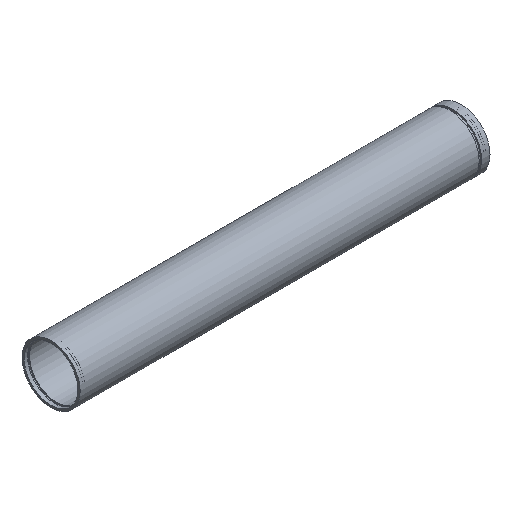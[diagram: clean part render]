
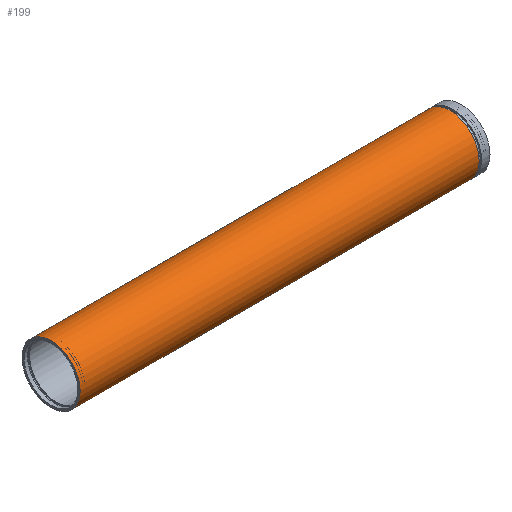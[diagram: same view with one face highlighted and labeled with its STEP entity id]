
A CAD part, isometric view. The second image highlights one B-rep face of the part: STEP entity #199.
In plain terms, the highlighted cylindrical face has radius 32.5 mm (diameter 65 mm), a full revolution.
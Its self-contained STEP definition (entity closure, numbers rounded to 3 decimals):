
#31=FACE_OUTER_BOUND('',#47,.T.);
#47=EDGE_LOOP('',(#143,#144,#145,#146));
#71=LINE('',#340,#79);
#79=VECTOR('',#267,32.5);
#87=CIRCLE('',#230,32.5);
#88=CIRCLE('',#231,32.5);
#103=VERTEX_POINT('',#337);
#104=VERTEX_POINT('',#339);
#119=EDGE_CURVE('',#103,#103,#87,.T.);
#120=EDGE_CURVE('',#103,#104,#71,.T.);
#121=EDGE_CURVE('',#104,#104,#88,.T.);
#143=ORIENTED_EDGE('',*,*,#119,.F.);
#144=ORIENTED_EDGE('',*,*,#120,.T.);
#145=ORIENTED_EDGE('',*,*,#121,.T.);
#146=ORIENTED_EDGE('',*,*,#120,.F.);
#191=CYLINDRICAL_SURFACE('',#229,32.5);
#199=ADVANCED_FACE('',(#31),#191,.T.);
#229=AXIS2_PLACEMENT_3D('',#336,#263,#264);
#230=AXIS2_PLACEMENT_3D('',#338,#265,#266);
#231=AXIS2_PLACEMENT_3D('',#341,#268,#269);
#263=DIRECTION('center_axis',(1.,0.,0.));
#264=DIRECTION('ref_axis',(0.,-1.,0.));
#265=DIRECTION('center_axis',(1.,0.,0.));
#266=DIRECTION('ref_axis',(0.,0.,-1.));
#267=DIRECTION('',(-1.,0.,0.));
#268=DIRECTION('center_axis',(1.,0.,0.));
#269=DIRECTION('ref_axis',(0.,0.,-1.));
#336=CARTESIAN_POINT('Origin',(-453.048,0.,0.228));
#337=CARTESIAN_POINT('',(-230.175,32.5,0.228));
#338=CARTESIAN_POINT('Origin',(-230.175,0.,0.228));
#339=CARTESIAN_POINT('',(-675.92,32.5,0.228));
#340=CARTESIAN_POINT('',(-453.048,32.5,0.228));
#341=CARTESIAN_POINT('Origin',(-675.92,0.,0.228));
